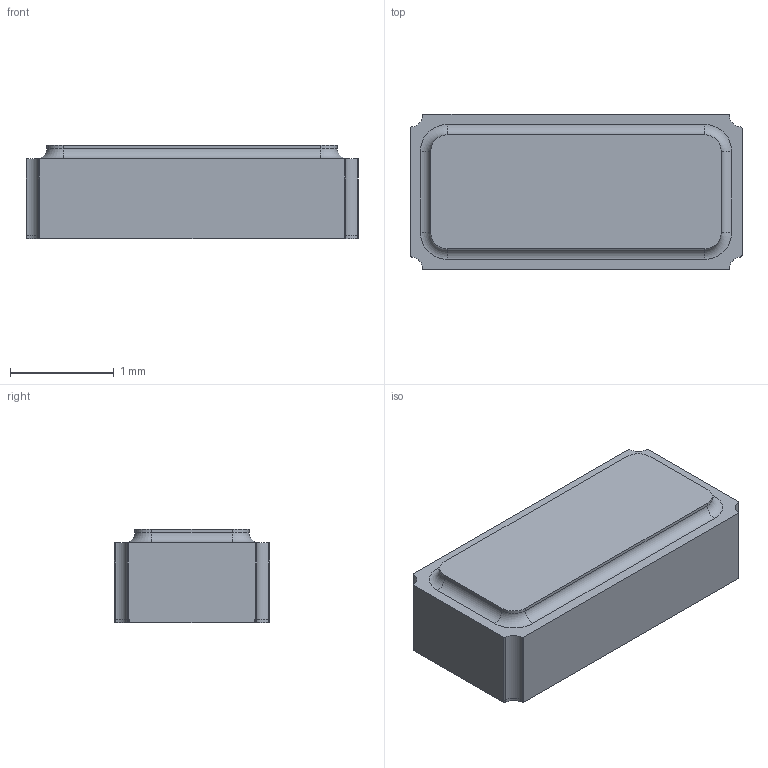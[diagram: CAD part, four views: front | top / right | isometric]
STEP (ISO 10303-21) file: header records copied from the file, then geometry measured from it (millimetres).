
FILE_DESCRIPTION(('HOOPS Exchange Step'),'2;1');
FILE_NAME('temp_export','2023-01-02T11:17:24+08:00',('30abd'),('Shapr3D Limited'),'HOOPS Exchange 2022.0','Shapr3D','Authorized');
FILE_SCHEMA( ('AUTOMOTIVE_DESIGN { 1 0 10303 214 1 1 1 1 }') );
Length unit declared in the file: millimetre
Products named in the file (1): root
Bounding box: 3.2 x 1.5 x 0.9 mm (x, y, z)
Volume: 4.1 mm3; surface area: 28.7 mm2
Topology: 4 solids, 4 shells, 96 faces, 261 edges, 174 vertices
Faces by surface type: plane 60, cylinder 32, torus 4
Entity records: 3076 total; most frequent: CARTESIAN_POINT 532, DIRECTION 530, ORIENTED_EDGE 522, EDGE_CURVE 261, VECTOR 186, LINE 186, VERTEX_POINT 174, AXIS2_PLACEMENT_3D 172
